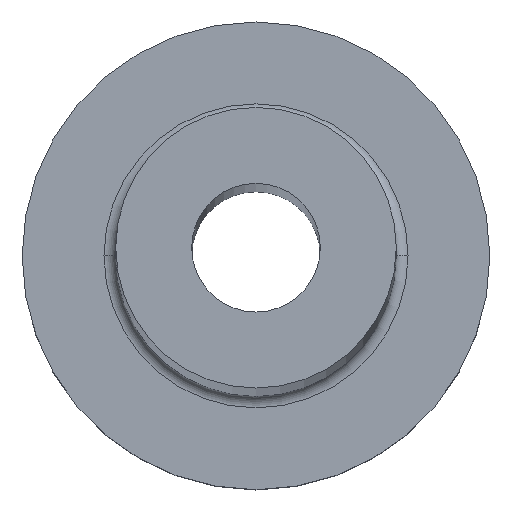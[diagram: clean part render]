
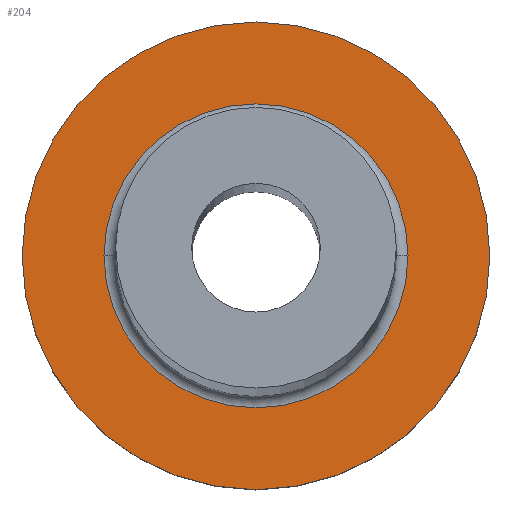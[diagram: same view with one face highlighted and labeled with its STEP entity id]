
A CAD part, top view. The second image highlights one B-rep face of the part: STEP entity #204.
In plain terms, the highlighted planar face has unit normal (0, 0, 1).
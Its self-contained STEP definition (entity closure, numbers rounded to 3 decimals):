
#6 = VERTEX_POINT ( 'NONE', #172 ) ;
#13 = DIRECTION ( 'NONE',  ( 0., 0., 1. ) ) ;
#29 = CIRCLE ( 'NONE', #100, 6.5 ) ;
#31 = FACE_BOUND ( 'NONE', #333, .T. ) ;
#38 = DIRECTION ( 'NONE',  ( 1., 0., 0. ) ) ;
#52 = DIRECTION ( 'NONE',  ( 1., 0., 0. ) ) ;
#56 = CIRCLE ( 'NONE', #99, 10. ) ;
#64 = CARTESIAN_POINT ( 'NONE',  ( 0., 0., 7. ) ) ;
#70 = ORIENTED_EDGE ( 'NONE', *, *, #190, .T. ) ;
#79 = AXIS2_PLACEMENT_3D ( 'NONE', #97, #13, #248 ) ;
#97 = CARTESIAN_POINT ( 'NONE',  ( 0., 0., 7. ) ) ;
#98 = ORIENTED_EDGE ( 'NONE', *, *, #356, .T. ) ;
#99 = AXIS2_PLACEMENT_3D ( 'NONE', #178, #318, #52 ) ;
#100 = AXIS2_PLACEMENT_3D ( 'NONE', #64, #269, #107 ) ;
#107 = DIRECTION ( 'NONE',  ( 1., 0., 0. ) ) ;
#119 = CARTESIAN_POINT ( 'NONE',  ( -10., 0., 7. ) ) ;
#138 = CARTESIAN_POINT ( 'NONE',  ( 6.5, 0., 7. ) ) ;
#148 = CIRCLE ( 'NONE', #79, 10. ) ;
#154 = EDGE_LOOP ( 'NONE', ( #70, #169 ) ) ;
#158 = DIRECTION ( 'NONE',  ( 1., 0., 0. ) ) ;
#159 = DIRECTION ( 'NONE',  ( 0., 0., -1. ) ) ;
#169 = ORIENTED_EDGE ( 'NONE', *, *, #341, .T. ) ;
#172 = CARTESIAN_POINT ( 'NONE',  ( -6.5, 0., 7. ) ) ;
#176 = FACE_OUTER_BOUND ( 'NONE', #154, .T. ) ;
#178 = CARTESIAN_POINT ( 'NONE',  ( 0., 0., 7. ) ) ;
#190 = EDGE_CURVE ( 'NONE', #216, #272, #56, .T. ) ;
#204 = ADVANCED_FACE ( 'NONE', ( #31, #176 ), #289, .T. ) ;
#216 = VERTEX_POINT ( 'NONE', #119 ) ;
#245 = ORIENTED_EDGE ( 'NONE', *, *, #303, .T. ) ;
#248 = DIRECTION ( 'NONE',  ( 1., 0., 0. ) ) ;
#260 = DIRECTION ( 'NONE',  ( 0., 0., 1. ) ) ;
#264 = CARTESIAN_POINT ( 'NONE',  ( 10., 0., 7. ) ) ;
#269 = DIRECTION ( 'NONE',  ( 0., 0., -1. ) ) ;
#272 = VERTEX_POINT ( 'NONE', #264 ) ;
#289 = PLANE ( 'NONE',  #294 ) ;
#294 = AXIS2_PLACEMENT_3D ( 'NONE', #350, #260, #158 ) ;
#303 = EDGE_CURVE ( 'NONE', #324, #6, #29, .T. ) ;
#318 = DIRECTION ( 'NONE',  ( 0., 0., 1. ) ) ;
#322 = CIRCLE ( 'NONE', #336, 6.5 ) ;
#323 = CARTESIAN_POINT ( 'NONE',  ( 0., 0., 7. ) ) ;
#324 = VERTEX_POINT ( 'NONE', #138 ) ;
#333 = EDGE_LOOP ( 'NONE', ( #245, #98 ) ) ;
#336 = AXIS2_PLACEMENT_3D ( 'NONE', #323, #159, #38 ) ;
#341 = EDGE_CURVE ( 'NONE', #272, #216, #148, .T. ) ;
#350 = CARTESIAN_POINT ( 'NONE',  ( 0., 0., 7. ) ) ;
#356 = EDGE_CURVE ( 'NONE', #6, #324, #322, .T. ) ;
